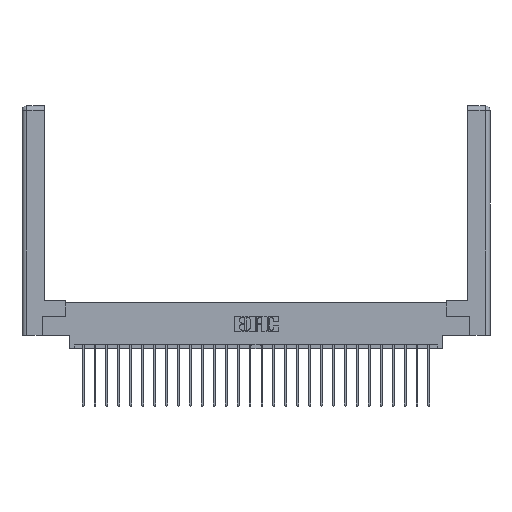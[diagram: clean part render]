
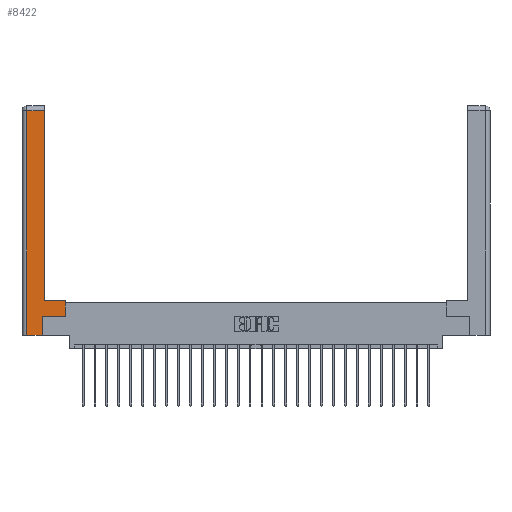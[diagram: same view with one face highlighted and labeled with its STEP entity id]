
A CAD part, top view. The second image highlights one B-rep face of the part: STEP entity #8422.
In plain terms, the highlighted planar face has unit normal (0, 0, 1).
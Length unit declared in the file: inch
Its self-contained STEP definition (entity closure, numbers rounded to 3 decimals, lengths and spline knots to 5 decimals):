
#418 = LINE ( 'NONE', #7664, #10770 ) ;
#488 = CARTESIAN_POINT ( 'NONE',  ( 0.265, 0., 0. ) ) ;
#663 = CARTESIAN_POINT ( 'NONE',  ( 0.565, 0.45, 0. ) ) ;
#1143 = ORIENTED_EDGE ( 'NONE', *, *, #23945, .T. ) ;
#1162 = LINE ( 'NONE', #5116, #21166 ) ;
#1230 = FACE_OUTER_BOUND ( 'NONE', #11650, .T. ) ;
#1354 = VERTEX_POINT ( 'NONE', #20571 ) ;
#1677 = EDGE_CURVE ( 'NONE', #7685, #18790, #1162, .T. ) ;
#2194 = DIRECTION ( 'NONE',  ( 1., 0., 0. ) ) ;
#2409 = CARTESIAN_POINT ( 'NONE',  ( 0.265, 0., 0. ) ) ;
#3441 = ORIENTED_EDGE ( 'NONE', *, *, #15689, .T. ) ;
#3561 = EDGE_CURVE ( 'NONE', #26978, #1354, #18712, .T. ) ;
#3734 = CARTESIAN_POINT ( 'NONE',  ( 0.295, 2.94, 0. ) ) ;
#4091 = CARTESIAN_POINT ( 'NONE',  ( 0., 0., 0. ) ) ;
#5071 = CARTESIAN_POINT ( 'NONE',  ( 0.0615, 0., 0. ) ) ;
#5116 = CARTESIAN_POINT ( 'NONE',  ( 0.565, 0.45, 0. ) ) ;
#5362 = LINE ( 'NONE', #13046, #14997 ) ;
#5685 = LINE ( 'NONE', #14988, #26056 ) ;
#5782 = VERTEX_POINT ( 'NONE', #3734 ) ;
#7326 = VERTEX_POINT ( 'NONE', #10286 ) ;
#7664 = CARTESIAN_POINT ( 'NONE',  ( 0.295, 3., 0. ) ) ;
#7685 = VERTEX_POINT ( 'NONE', #15647 ) ;
#8040 = VECTOR ( 'NONE', #15330, 39.37008 ) ;
#8422 = ADVANCED_FACE ( 'NONE', ( #1230 ), #16815, .F. ) ;
#8842 = DIRECTION ( 'NONE',  ( -1., 0., 0. ) ) ;
#9053 = ORIENTED_EDGE ( 'NONE', *, *, #19311, .T. ) ;
#9097 = ORIENTED_EDGE ( 'NONE', *, *, #10578, .T. ) ;
#9463 = CARTESIAN_POINT ( 'NONE',  ( 0.295, 0.45, 0. ) ) ;
#9889 = LINE ( 'NONE', #10672, #26892 ) ;
#10286 = CARTESIAN_POINT ( 'NONE',  ( 0.0615, 0., 0. ) ) ;
#10578 = EDGE_CURVE ( 'NONE', #12613, #5782, #418, .T. ) ;
#10672 = CARTESIAN_POINT ( 'NONE',  ( 0.565, 0.245, 0. ) ) ;
#10770 = VECTOR ( 'NONE', #24643, 39.37008 ) ;
#11650 = EDGE_LOOP ( 'NONE', ( #9097, #3441, #20968, #26448, #24906, #1143, #27444, #9053 ) ) ;
#12285 = EDGE_CURVE ( 'NONE', #20453, #7326, #23170, .T. ) ;
#12613 = VERTEX_POINT ( 'NONE', #9463 ) ;
#12650 = DIRECTION ( 'NONE',  ( 0., 0., -1. ) ) ;
#13046 = CARTESIAN_POINT ( 'NONE',  ( 0.0615, 2.94, 0. ) ) ;
#13256 = EDGE_CURVE ( 'NONE', #7326, #26978, #27162, .T. ) ;
#14418 = DIRECTION ( 'NONE',  ( -1., 0., 0. ) ) ;
#14555 = CARTESIAN_POINT ( 'NONE',  ( 0.0615, 2.94, 0. ) ) ;
#14988 = CARTESIAN_POINT ( 'NONE',  ( 0.295, 0.45, 0. ) ) ;
#14997 = VECTOR ( 'NONE', #15342, 39.37008 ) ;
#15330 = DIRECTION ( 'NONE',  ( 0., 1., 0. ) ) ;
#15342 = DIRECTION ( 'NONE',  ( -1., 0., 0. ) ) ;
#15647 = CARTESIAN_POINT ( 'NONE',  ( 0.565, 0.245, 0. ) ) ;
#15689 = EDGE_CURVE ( 'NONE', #5782, #20453, #5362, .T. ) ;
#16499 = VECTOR ( 'NONE', #24420, 39.37008 ) ;
#16815 = PLANE ( 'NONE',  #22084 ) ;
#17938 = DIRECTION ( 'NONE',  ( 0., 1., 0. ) ) ;
#18712 = LINE ( 'NONE', #19930, #8040 ) ;
#18790 = VERTEX_POINT ( 'NONE', #663 ) ;
#19311 = EDGE_CURVE ( 'NONE', #18790, #12613, #5685, .T. ) ;
#19446 = DIRECTION ( 'NONE',  ( 1., 0., 0. ) ) ;
#19930 = CARTESIAN_POINT ( 'NONE',  ( 0.265, 0.245, 0. ) ) ;
#20453 = VERTEX_POINT ( 'NONE', #14555 ) ;
#20571 = CARTESIAN_POINT ( 'NONE',  ( 0.265, 0.245, 0. ) ) ;
#20968 = ORIENTED_EDGE ( 'NONE', *, *, #12285, .T. ) ;
#21166 = VECTOR ( 'NONE', #17938, 39.37008 ) ;
#22084 = AXIS2_PLACEMENT_3D ( 'NONE', #4091, #12650, #14418 ) ;
#23170 = LINE ( 'NONE', #5071, #16499 ) ;
#23945 = EDGE_CURVE ( 'NONE', #1354, #7685, #9889, .T. ) ;
#24420 = DIRECTION ( 'NONE',  ( 0., -1., 0. ) ) ;
#24492 = VECTOR ( 'NONE', #19446, 39.37008 ) ;
#24643 = DIRECTION ( 'NONE',  ( 0., 1., 0. ) ) ;
#24906 = ORIENTED_EDGE ( 'NONE', *, *, #3561, .T. ) ;
#26056 = VECTOR ( 'NONE', #8842, 39.37008 ) ;
#26448 = ORIENTED_EDGE ( 'NONE', *, *, #13256, .T. ) ;
#26892 = VECTOR ( 'NONE', #2194, 39.37008 ) ;
#26978 = VERTEX_POINT ( 'NONE', #488 ) ;
#27162 = LINE ( 'NONE', #2409, #24492 ) ;
#27444 = ORIENTED_EDGE ( 'NONE', *, *, #1677, .T. ) ;
